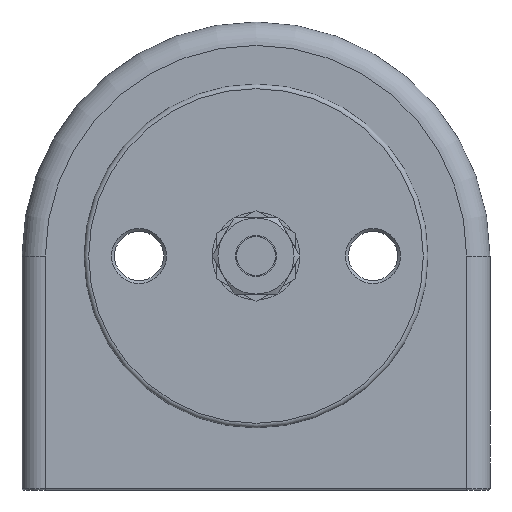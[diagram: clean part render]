
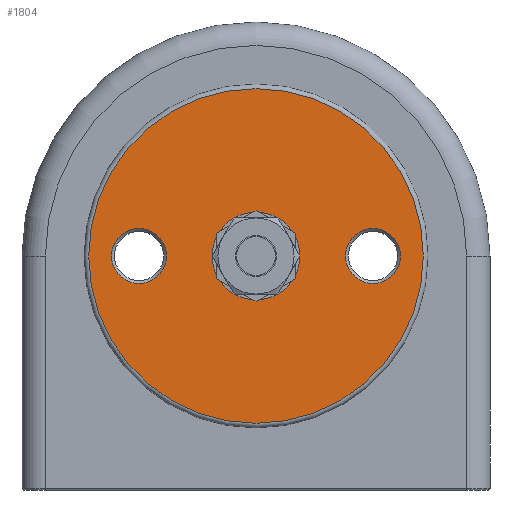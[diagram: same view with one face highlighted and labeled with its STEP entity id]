
A CAD part, left-side view. The second image highlights one B-rep face of the part: STEP entity #1804.
In plain terms, the highlighted planar face has unit normal (-1, 0, 0).
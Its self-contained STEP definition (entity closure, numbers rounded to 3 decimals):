
#178=LINE('',#2845,#281);
#180=LINE('',#2848,#283);
#183=LINE('',#2854,#286);
#187=LINE('',#2862,#290);
#190=LINE('',#2868,#293);
#194=LINE('',#2876,#297);
#197=LINE('',#2881,#300);
#199=LINE('',#2884,#302);
#202=LINE('',#2890,#305);
#206=LINE('',#2898,#309);
#209=LINE('',#2903,#312);
#213=LINE('',#2910,#316);
#281=VECTOR('',#2263,0.615);
#283=VECTOR('',#2265,0.615);
#286=VECTOR('',#2270,0.615);
#290=VECTOR('',#2274,0.615);
#293=VECTOR('',#2279,0.615);
#297=VECTOR('',#2283,0.615);
#300=VECTOR('',#2288,0.615);
#302=VECTOR('',#2290,0.615);
#305=VECTOR('',#2295,0.615);
#309=VECTOR('',#2299,0.615);
#312=VECTOR('',#2304,0.615);
#316=VECTOR('',#2308,0.615);
#392=PLANE('',#1964);
#455=FACE_BOUND('',#665,.T.);
#456=FACE_BOUND('',#666,.T.);
#457=FACE_BOUND('',#667,.T.);
#530=FACE_OUTER_BOUND('',#664,.T.);
#664=EDGE_LOOP('',(#1438));
#665=EDGE_LOOP('',(#1439));
#666=EDGE_LOOP('',(#1440));
#667=EDGE_LOOP('',(#1441,#1442,#1443,#1444,#1445,#1446,#1447,#1448,#1449,
#1450,#1451,#1452,#1453,#1454,#1455,#1456,#1457,#1458));
#764=CIRCLE('',#1921,28.6);
#765=CIRCLE('',#1923,7.506);
#768=CIRCLE('',#1927,7.506);
#769=CIRCLE('',#1929,4.7);
#771=CIRCLE('',#1932,4.7);
#779=CIRCLE('',#1955,7.506);
#780=CIRCLE('',#1957,7.506);
#781=CIRCLE('',#1959,7.506);
#782=CIRCLE('',#1961,7.506);
#887=VERTEX_POINT('',#2803);
#888=VERTEX_POINT('',#2806);
#889=VERTEX_POINT('',#2807);
#894=VERTEX_POINT('',#2818);
#895=VERTEX_POINT('',#2820);
#896=VERTEX_POINT('',#2824);
#898=VERTEX_POINT('',#2829);
#904=VERTEX_POINT('',#2843);
#905=VERTEX_POINT('',#2847);
#907=VERTEX_POINT('',#2853);
#910=VERTEX_POINT('',#2859);
#911=VERTEX_POINT('',#2861);
#913=VERTEX_POINT('',#2867);
#916=VERTEX_POINT('',#2873);
#917=VERTEX_POINT('',#2875);
#919=VERTEX_POINT('',#2883);
#921=VERTEX_POINT('',#2889);
#924=VERTEX_POINT('',#2895);
#925=VERTEX_POINT('',#2897);
#926=VERTEX_POINT('',#2902);
#929=VERTEX_POINT('',#2908);
#1057=EDGE_CURVE('',#887,#887,#764,.T.);
#1058=EDGE_CURVE('',#888,#889,#765,.T.);
#1064=EDGE_CURVE('',#895,#894,#768,.T.);
#1066=EDGE_CURVE('',#896,#896,#769,.T.);
#1068=EDGE_CURVE('',#898,#898,#771,.T.);
#1074=EDGE_CURVE('',#889,#904,#178,.T.);
#1076=EDGE_CURVE('',#905,#888,#180,.T.);
#1079=EDGE_CURVE('',#907,#905,#183,.T.);
#1083=EDGE_CURVE('',#911,#910,#187,.T.);
#1086=EDGE_CURVE('',#913,#911,#190,.T.);
#1090=EDGE_CURVE('',#917,#916,#194,.T.);
#1093=EDGE_CURVE('',#894,#917,#197,.T.);
#1095=EDGE_CURVE('',#919,#895,#199,.T.);
#1098=EDGE_CURVE('',#921,#919,#202,.T.);
#1102=EDGE_CURVE('',#925,#924,#206,.T.);
#1105=EDGE_CURVE('',#926,#925,#209,.T.);
#1109=EDGE_CURVE('',#904,#929,#213,.T.);
#1114=EDGE_CURVE('',#916,#913,#779,.T.);
#1115=EDGE_CURVE('',#910,#907,#780,.T.);
#1116=EDGE_CURVE('',#924,#921,#781,.T.);
#1117=EDGE_CURVE('',#929,#926,#782,.T.);
#1438=ORIENTED_EDGE('',*,*,#1057,.T.);
#1439=ORIENTED_EDGE('',*,*,#1068,.T.);
#1440=ORIENTED_EDGE('',*,*,#1066,.T.);
#1441=ORIENTED_EDGE('',*,*,#1109,.T.);
#1442=ORIENTED_EDGE('',*,*,#1117,.T.);
#1443=ORIENTED_EDGE('',*,*,#1105,.T.);
#1444=ORIENTED_EDGE('',*,*,#1102,.T.);
#1445=ORIENTED_EDGE('',*,*,#1116,.T.);
#1446=ORIENTED_EDGE('',*,*,#1098,.T.);
#1447=ORIENTED_EDGE('',*,*,#1095,.T.);
#1448=ORIENTED_EDGE('',*,*,#1064,.T.);
#1449=ORIENTED_EDGE('',*,*,#1093,.T.);
#1450=ORIENTED_EDGE('',*,*,#1090,.T.);
#1451=ORIENTED_EDGE('',*,*,#1114,.T.);
#1452=ORIENTED_EDGE('',*,*,#1086,.T.);
#1453=ORIENTED_EDGE('',*,*,#1083,.T.);
#1454=ORIENTED_EDGE('',*,*,#1115,.T.);
#1455=ORIENTED_EDGE('',*,*,#1079,.T.);
#1456=ORIENTED_EDGE('',*,*,#1076,.T.);
#1457=ORIENTED_EDGE('',*,*,#1058,.T.);
#1458=ORIENTED_EDGE('',*,*,#1074,.T.);
#1804=ADVANCED_FACE('',(#530,#455,#456,#457),#392,.T.);
#1921=AXIS2_PLACEMENT_3D('',#2804,#2221,#2222);
#1923=AXIS2_PLACEMENT_3D('',#2808,#2225,#2226);
#1927=AXIS2_PLACEMENT_3D('',#2821,#2236,#2237);
#1929=AXIS2_PLACEMENT_3D('',#2825,#2241,#2242);
#1932=AXIS2_PLACEMENT_3D('',#2830,#2247,#2248);
#1955=AXIS2_PLACEMENT_3D('',#2922,#2331,#2332);
#1957=AXIS2_PLACEMENT_3D('',#2924,#2335,#2336);
#1959=AXIS2_PLACEMENT_3D('',#2926,#2339,#2340);
#1961=AXIS2_PLACEMENT_3D('',#2928,#2343,#2344);
#1964=AXIS2_PLACEMENT_3D('',#2931,#2349,#2350);
#2221=DIRECTION('center_axis',(-1.,0.,0.));
#2222=DIRECTION('ref_axis',(0.,-1.,0.));
#2225=DIRECTION('center_axis',(1.,0.,0.));
#2226=DIRECTION('ref_axis',(0.,1.,0.));
#2236=DIRECTION('center_axis',(1.,0.,0.));
#2237=DIRECTION('ref_axis',(0.,1.,0.));
#2241=DIRECTION('center_axis',(1.,0.,0.));
#2242=DIRECTION('ref_axis',(0.,1.,0.));
#2247=DIRECTION('center_axis',(1.,0.,0.));
#2248=DIRECTION('ref_axis',(0.,-1.,0.));
#2263=DIRECTION('',(0.,0.,-1.));
#2265=DIRECTION('',(0.,0.,-1.));
#2270=DIRECTION('',(0.,-0.866,-0.5));
#2274=DIRECTION('',(0.,-0.866,-0.5));
#2279=DIRECTION('',(0.,-0.866,0.5));
#2283=DIRECTION('',(0.,-0.866,0.5));
#2288=DIRECTION('',(0.,0.,1.));
#2290=DIRECTION('',(0.,0.,1.));
#2295=DIRECTION('',(0.,0.866,0.5));
#2299=DIRECTION('',(0.,0.866,0.5));
#2304=DIRECTION('',(0.,0.866,-0.5));
#2308=DIRECTION('',(0.,0.866,-0.5));
#2331=DIRECTION('center_axis',(1.,0.,0.));
#2332=DIRECTION('ref_axis',(0.,1.,0.));
#2335=DIRECTION('center_axis',(1.,0.,0.));
#2336=DIRECTION('ref_axis',(0.,1.,0.));
#2339=DIRECTION('center_axis',(1.,0.,0.));
#2340=DIRECTION('ref_axis',(0.,1.,0.));
#2343=DIRECTION('center_axis',(1.,0.,0.));
#2344=DIRECTION('ref_axis',(0.,1.,0.));
#2349=DIRECTION('center_axis',(-1.,0.,0.));
#2350=DIRECTION('ref_axis',(0.,-1.,0.));
#2803=CARTESIAN_POINT('',(-2.,-28.6,0.));
#2804=CARTESIAN_POINT('Origin',(-2.,0.,0.));
#2806=CARTESIAN_POINT('',(-2.,-6.75,3.282));
#2807=CARTESIAN_POINT('',(-2.,-6.75,-3.282));
#2808=CARTESIAN_POINT('Origin',(-2.,0.,0.));
#2818=CARTESIAN_POINT('',(-2.,6.75,3.282));
#2820=CARTESIAN_POINT('',(-2.,6.75,-3.282));
#2821=CARTESIAN_POINT('Origin',(-2.,0.,0.));
#2824=CARTESIAN_POINT('',(-2.,15.3,0.));
#2825=CARTESIAN_POINT('Origin',(-2.,20.,0.));
#2829=CARTESIAN_POINT('',(-2.,-15.3,0.));
#2830=CARTESIAN_POINT('Origin',(-2.,-20.,0.));
#2843=CARTESIAN_POINT('',(-2.,-6.75,-3.897));
#2845=CARTESIAN_POINT('',(-2.,-6.75,-1.949));
#2847=CARTESIAN_POINT('',(-2.,-6.75,3.897));
#2848=CARTESIAN_POINT('',(-2.,-6.75,-1.949));
#2853=CARTESIAN_POINT('',(-2.,-6.217,4.205));
#2854=CARTESIAN_POINT('',(-2.,0.45,8.054));
#2859=CARTESIAN_POINT('',(-2.,-0.533,7.487));
#2861=CARTESIAN_POINT('',(-2.,0.,7.794));
#2862=CARTESIAN_POINT('',(-2.,0.45,8.054));
#2867=CARTESIAN_POINT('',(-2.,0.533,7.487));
#2868=CARTESIAN_POINT('',(-2.,7.2,3.637));
#2873=CARTESIAN_POINT('',(-2.,6.217,4.205));
#2875=CARTESIAN_POINT('',(-2.,6.75,3.897));
#2876=CARTESIAN_POINT('',(-2.,7.2,3.637));
#2881=CARTESIAN_POINT('',(-2.,6.75,0.));
#2883=CARTESIAN_POINT('',(-2.,6.75,-3.897));
#2884=CARTESIAN_POINT('',(-2.,6.75,0.));
#2889=CARTESIAN_POINT('',(-2.,6.217,-4.205));
#2890=CARTESIAN_POINT('',(-2.,10.575,-1.689));
#2895=CARTESIAN_POINT('',(-2.,0.533,-7.487));
#2897=CARTESIAN_POINT('',(-2.,0.,-7.794));
#2898=CARTESIAN_POINT('',(-2.,10.575,-1.689));
#2902=CARTESIAN_POINT('',(-2.,-0.533,-7.487));
#2903=CARTESIAN_POINT('',(-2.,3.825,-10.003));
#2908=CARTESIAN_POINT('',(-2.,-6.217,-4.205));
#2910=CARTESIAN_POINT('',(-2.,3.825,-10.003));
#2922=CARTESIAN_POINT('Origin',(-2.,0.,0.));
#2924=CARTESIAN_POINT('Origin',(-2.,0.,0.));
#2926=CARTESIAN_POINT('Origin',(-2.,0.,0.));
#2928=CARTESIAN_POINT('Origin',(-2.,0.,0.));
#2931=CARTESIAN_POINT('Origin',(-2.,14.7,0.));
